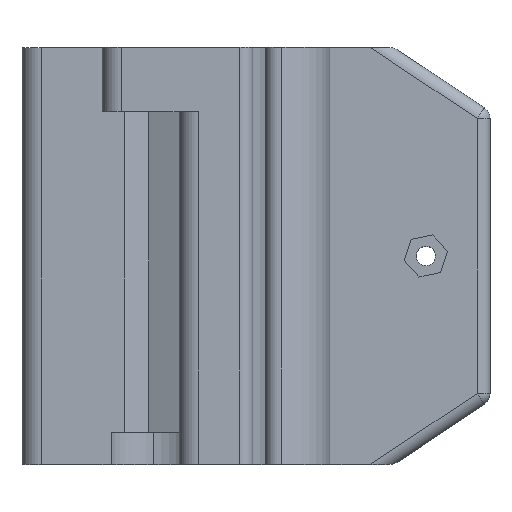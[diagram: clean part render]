
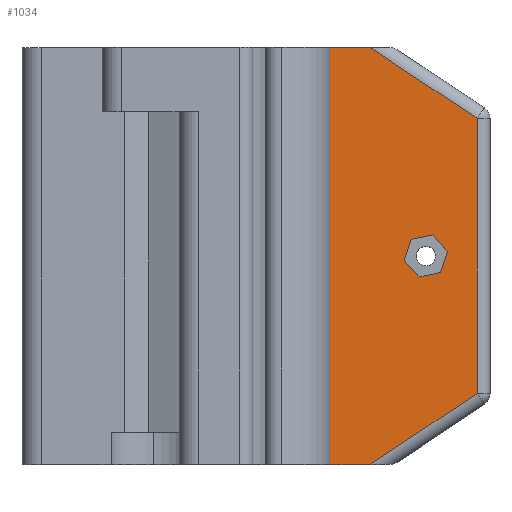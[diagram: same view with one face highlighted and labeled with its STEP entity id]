
A CAD part, top view. The second image highlights one B-rep face of the part: STEP entity #1034.
In plain terms, the highlighted planar face has unit normal (0, 0, 1).
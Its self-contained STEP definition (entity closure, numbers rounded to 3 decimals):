
#16 = LINE ( 'NONE', #1670, #1510 ) ;
#28 = VECTOR ( 'NONE', #1658, 1000. ) ;
#30 = VERTEX_POINT ( 'NONE', #1052 ) ;
#42 = EDGE_CURVE ( 'NONE', #609, #1199, #1860, .T. ) ;
#88 = VERTEX_POINT ( 'NONE', #829 ) ;
#96 = CARTESIAN_POINT ( 'NONE',  ( 73., 65., -14. ) ) ;
#124 = ORIENTED_EDGE ( 'NONE', *, *, #1165, .T. ) ;
#139 = AXIS2_PLACEMENT_3D ( 'NONE', #1356, #240, #1537 ) ;
#141 = VECTOR ( 'NONE', #2106, 1000. ) ;
#156 = EDGE_CURVE ( 'NONE', #1195, #2393, #783, .T. ) ;
#166 = LINE ( 'NONE', #1551, #141 ) ;
#187 = PLANE ( 'NONE',  #139 ) ;
#240 = DIRECTION ( 'NONE',  ( 0., 0., -1. ) ) ;
#279 = VECTOR ( 'NONE', #1769, 1000. ) ;
#281 = LINE ( 'NONE', #462, #1802 ) ;
#292 = ORIENTED_EDGE ( 'NONE', *, *, #642, .F. ) ;
#318 = EDGE_CURVE ( 'NONE', #1199, #30, #16, .T. ) ;
#462 = CARTESIAN_POINT ( 'NONE',  ( 59.607, 31.804, -14. ) ) ;
#463 = LINE ( 'NONE', #701, #1224 ) ;
#516 = ORIENTED_EDGE ( 'NONE', *, *, #318, .T. ) ;
#537 = DIRECTION ( 'NONE',  ( 0.98, 0.201, 0. ) ) ;
#570 = VERTEX_POINT ( 'NONE', #1204 ) ;
#583 = LINE ( 'NONE', #1440, #973 ) ;
#589 = DIRECTION ( 'NONE',  ( 0.316, 0.949, 0. ) ) ;
#602 = VERTEX_POINT ( 'NONE', #1817 ) ;
#609 = VERTEX_POINT ( 'NONE', #1796 ) ;
#618 = CARTESIAN_POINT ( 'NONE',  ( 71., 11.07, -14. ) ) ;
#635 = ORIENTED_EDGE ( 'NONE', *, *, #1960, .F. ) ;
#642 = EDGE_CURVE ( 'NONE', #602, #1090, #904, .T. ) ;
#650 = ORIENTED_EDGE ( 'NONE', *, *, #1944, .F. ) ;
#678 = CARTESIAN_POINT ( 'NONE',  ( 60.7, 35.091, -14. ) ) ;
#701 = CARTESIAN_POINT ( 'NONE',  ( 64.094, 35.787, -14. ) ) ;
#783 = LINE ( 'NONE', #2363, #1479 ) ;
#786 = CARTESIAN_POINT ( 'NONE',  ( 65.3, 29.909, -14. ) ) ;
#829 = CARTESIAN_POINT ( 'NONE',  ( 66.393, 33.196, -14. ) ) ;
#837 = CARTESIAN_POINT ( 'NONE',  ( 48., 65., -14. ) ) ;
#839 = EDGE_CURVE ( 'NONE', #570, #1195, #1393, .T. ) ;
#901 = VERTEX_POINT ( 'NONE', #1449 ) ;
#904 = LINE ( 'NONE', #678, #2088 ) ;
#924 = DIRECTION ( 'NONE',  ( 0.832, 0.555, 0. ) ) ;
#944 = ORIENTED_EDGE ( 'NONE', *, *, #2376, .F. ) ;
#973 = VECTOR ( 'NONE', #1063, 1000. ) ;
#986 = CARTESIAN_POINT ( 'NONE',  ( 65.3, 29.909, -14. ) ) ;
#987 = VECTOR ( 'NONE', #589, 1000. ) ;
#1034 = ADVANCED_FACE ( 'NONE', ( #1100, #2266 ), #187, .F. ) ;
#1052 = CARTESIAN_POINT ( 'NONE',  ( 48., 0., -14. ) ) ;
#1063 = DIRECTION ( 'NONE',  ( -0.664, 0.748, 0. ) ) ;
#1078 = DIRECTION ( 'NONE',  ( -0.316, -0.949, 0. ) ) ;
#1090 = VERTEX_POINT ( 'NONE', #1178 ) ;
#1100 = FACE_OUTER_BOUND ( 'NONE', #1863, .T. ) ;
#1101 = VERTEX_POINT ( 'NONE', #986 ) ;
#1126 = LINE ( 'NONE', #786, #987 ) ;
#1165 = EDGE_CURVE ( 'NONE', #2393, #609, #166, .T. ) ;
#1178 = CARTESIAN_POINT ( 'NONE',  ( 59.607, 31.804, -14. ) ) ;
#1186 = ORIENTED_EDGE ( 'NONE', *, *, #2224, .F. ) ;
#1195 = VERTEX_POINT ( 'NONE', #618 ) ;
#1199 = VERTEX_POINT ( 'NONE', #837 ) ;
#1204 = CARTESIAN_POINT ( 'NONE',  ( 54.394, 0., -14. ) ) ;
#1217 = EDGE_LOOP ( 'NONE', ( #292, #635, #650, #1186, #944, #1805 ) ) ;
#1224 = VECTOR ( 'NONE', #2023, 1000. ) ;
#1250 = CARTESIAN_POINT ( 'NONE',  ( 73., 0., -14. ) ) ;
#1297 = DIRECTION ( 'NONE',  ( 0., -1., 0. ) ) ;
#1356 = CARTESIAN_POINT ( 'NONE',  ( 73., 0., -14. ) ) ;
#1382 = VECTOR ( 'NONE', #537, 1000. ) ;
#1393 = LINE ( 'NONE', #2015, #1722 ) ;
#1440 = CARTESIAN_POINT ( 'NONE',  ( 66.393, 33.196, -14. ) ) ;
#1449 = CARTESIAN_POINT ( 'NONE',  ( 61.906, 29.213, -14. ) ) ;
#1479 = VECTOR ( 'NONE', #1797, 1000. ) ;
#1510 = VECTOR ( 'NONE', #1297, 1000. ) ;
#1537 = DIRECTION ( 'NONE',  ( -1., 0., 0. ) ) ;
#1551 = CARTESIAN_POINT ( 'NONE',  ( 97.275, 36.413, -14. ) ) ;
#1658 = DIRECTION ( 'NONE',  ( -1., 0., 0. ) ) ;
#1670 = CARTESIAN_POINT ( 'NONE',  ( 48., 0., -14. ) ) ;
#1698 = CARTESIAN_POINT ( 'NONE',  ( 71., 53.93, -14. ) ) ;
#1722 = VECTOR ( 'NONE', #924, 1000. ) ;
#1769 = DIRECTION ( 'NONE',  ( -1., 0., 0. ) ) ;
#1796 = CARTESIAN_POINT ( 'NONE',  ( 54.394, 65., -14. ) ) ;
#1797 = DIRECTION ( 'NONE',  ( 0., 1., 0. ) ) ;
#1802 = VECTOR ( 'NONE', #2065, 1000. ) ;
#1805 = ORIENTED_EDGE ( 'NONE', *, *, #2166, .F. ) ;
#1817 = CARTESIAN_POINT ( 'NONE',  ( 60.7, 35.091, -14. ) ) ;
#1860 = LINE ( 'NONE', #96, #279 ) ;
#1863 = EDGE_LOOP ( 'NONE', ( #2051, #2160, #1972, #124, #2148, #516 ) ) ;
#1944 = EDGE_CURVE ( 'NONE', #88, #2275, #583, .T. ) ;
#1960 = EDGE_CURVE ( 'NONE', #2275, #602, #463, .T. ) ;
#1972 = ORIENTED_EDGE ( 'NONE', *, *, #156, .T. ) ;
#1992 = EDGE_CURVE ( 'NONE', #570, #30, #2390, .T. ) ;
#2015 = CARTESIAN_POINT ( 'NONE',  ( 67.275, 8.587, -14. ) ) ;
#2023 = DIRECTION ( 'NONE',  ( -0.98, -0.201, 0. ) ) ;
#2051 = ORIENTED_EDGE ( 'NONE', *, *, #1992, .F. ) ;
#2065 = DIRECTION ( 'NONE',  ( 0.664, -0.748, 0. ) ) ;
#2088 = VECTOR ( 'NONE', #1078, 1000. ) ;
#2106 = DIRECTION ( 'NONE',  ( -0.832, 0.555, 0. ) ) ;
#2136 = CARTESIAN_POINT ( 'NONE',  ( 64.094, 35.787, -14. ) ) ;
#2148 = ORIENTED_EDGE ( 'NONE', *, *, #42, .T. ) ;
#2160 = ORIENTED_EDGE ( 'NONE', *, *, #839, .T. ) ;
#2166 = EDGE_CURVE ( 'NONE', #1090, #901, #281, .T. ) ;
#2194 = LINE ( 'NONE', #2223, #1382 ) ;
#2223 = CARTESIAN_POINT ( 'NONE',  ( 61.906, 29.213, -14. ) ) ;
#2224 = EDGE_CURVE ( 'NONE', #1101, #88, #1126, .T. ) ;
#2266 = FACE_BOUND ( 'NONE', #1217, .T. ) ;
#2275 = VERTEX_POINT ( 'NONE', #2136 ) ;
#2363 = CARTESIAN_POINT ( 'NONE',  ( 71., 55., -14. ) ) ;
#2376 = EDGE_CURVE ( 'NONE', #901, #1101, #2194, .T. ) ;
#2390 = LINE ( 'NONE', #1250, #28 ) ;
#2393 = VERTEX_POINT ( 'NONE', #1698 ) ;
